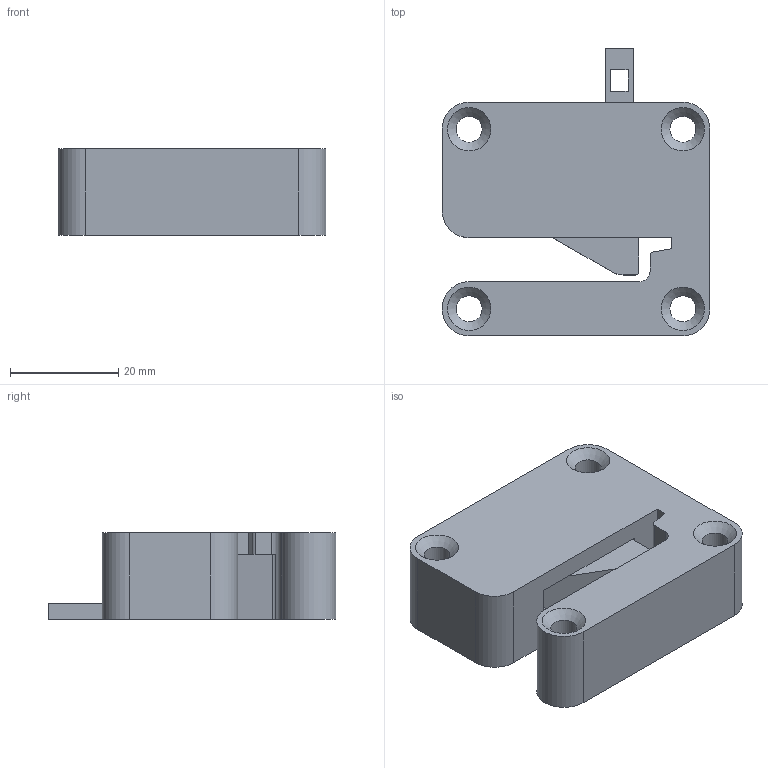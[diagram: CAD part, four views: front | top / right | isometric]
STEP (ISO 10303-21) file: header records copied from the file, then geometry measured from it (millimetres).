
FILE_DESCRIPTION(('FreeCAD Model'),'2;1');
FILE_NAME('Open CASCADE Shape Model','2025-05-02T13:02:58',('Author'),( ''),'Open CASCADE STEP processor 7.8','FreeCAD','Unknown');
FILE_SCHEMA(('AUTOMOTIVE_DESIGN { 1 0 10303 214 1 1 1 1 }'));
Length unit declared in the file: millimetre
Products named in the file (3): din_rail_mount; wall; tongue
Assembly tree (2 placements, depth 2):
  din_rail_mount
    wall
    tongue
Bounding box: 49.4 x 53.1 x 16 mm (x, y, z)
Volume: 25230.6 mm3; surface area: 11242.8 mm2
Topology: 2 solids, 2 shells, 77 faces, 213 edges, 140 vertices
Faces by surface type: plane 53, cylinder 18, cone 4, sphere 2
Full cylindrical faces by diameter (mm): 4.8 x4, 6 x2
Entity records: 2520 total; most frequent: CARTESIAN_POINT 431, ORIENTED_EDGE 422, DIRECTION 415, EDGE_CURVE 211, LINE 167, VECTOR 167, VERTEX_POINT 140, AXIS2_PLACEMENT_3D 124
